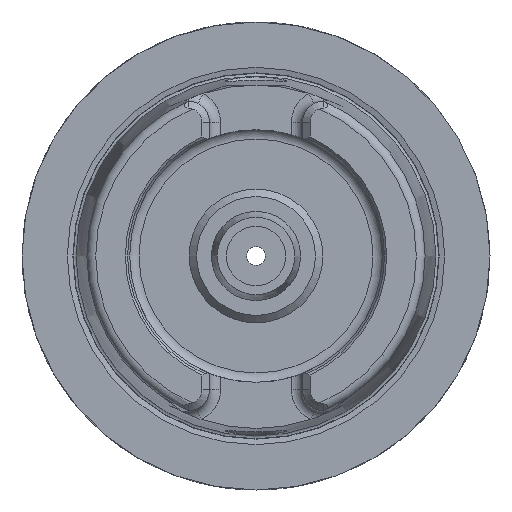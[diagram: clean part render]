
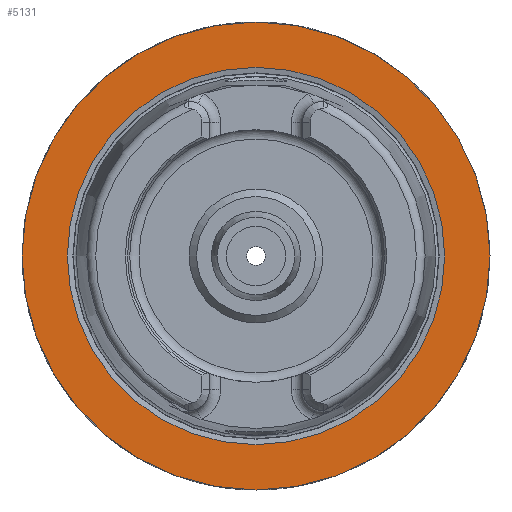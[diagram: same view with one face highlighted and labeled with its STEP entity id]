
A CAD part, left-side view. The second image highlights one B-rep face of the part: STEP entity #5131.
In plain terms, the highlighted planar face has unit normal (-1, 0, 0).
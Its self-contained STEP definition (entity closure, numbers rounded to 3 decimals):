
#4322=CARTESIAN_POINT('',(0.0,31.5,0.0));
#4323=VERTEX_POINT('',#4322);
#4324=CARTESIAN_POINT('',(0.0,0.0,0.0));
#4325=DIRECTION('',(1.0,0.0,0.0));
#4326=DIRECTION('',(0.0,1.0,0.0));
#4327=AXIS2_PLACEMENT_3D('',#4324,#4325,#4326);
#4328=CIRCLE('',#4327,31.5);
#4329=EDGE_CURVE('',#4323,#4323,#4328,.T.);
#5105=CARTESIAN_POINT('',(0.0,25.4,0.0));
#5106=VERTEX_POINT('',#5105);
#5107=CARTESIAN_POINT('',(0.0,0.0,0.0));
#5108=DIRECTION('',(1.0,0.0,0.0));
#5109=DIRECTION('',(0.0,1.0,0.0));
#5110=AXIS2_PLACEMENT_3D('',#5107,#5108,#5109);
#5111=CIRCLE('',#5110,25.4);
#5112=EDGE_CURVE('',#5106,#5106,#5111,.T.);
#5120=CARTESIAN_POINT('',(0.0,28.45,0.0));
#5121=DIRECTION('',(-1.0,0.0,0.0));
#5122=DIRECTION('',(0.0,0.0,1.0));
#5123=AXIS2_PLACEMENT_3D('',#5120,#5121,#5122);
#5124=PLANE('',#5123);
#5125=ORIENTED_EDGE('',*,*,#4329,.F.);
#5126=EDGE_LOOP('',(#5125));
#5127=FACE_OUTER_BOUND('',#5126,.T.);
#5128=ORIENTED_EDGE('',*,*,#5112,.T.);
#5129=EDGE_LOOP('',(#5128));
#5130=FACE_BOUND('',#5129,.T.);
#5131=ADVANCED_FACE('',(#5127,#5130),#5124,.T.);
